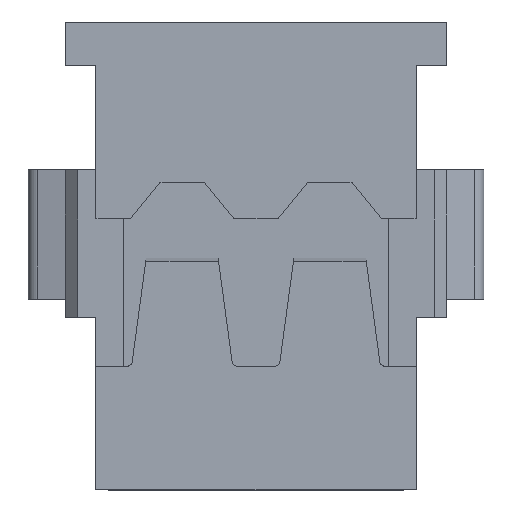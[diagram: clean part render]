
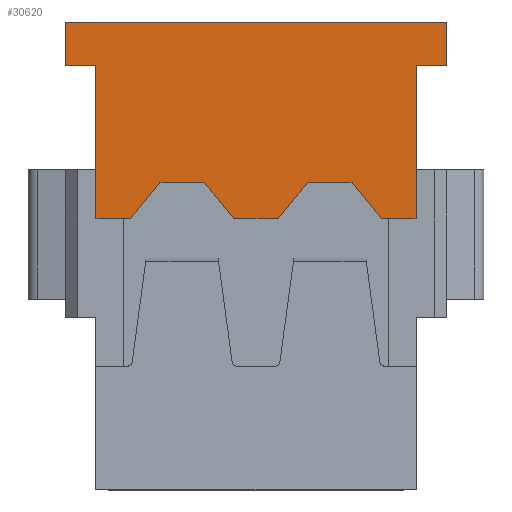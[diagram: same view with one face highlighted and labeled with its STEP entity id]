
A CAD part, top view. The second image highlights one B-rep face of the part: STEP entity #30620.
In plain terms, the highlighted planar face has unit normal (0, 0, 1).
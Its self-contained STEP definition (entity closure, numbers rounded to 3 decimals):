
#280=CARTESIAN_POINT('',(0.,-0.35,0.));
#290=VERTEX_POINT('',#280);
#320=CARTESIAN_POINT('',(0.,-0.35,0.));
#330=DIRECTION('',(1.,0.,0.));
#340=VECTOR('',#330,0.25);
#350=LINE('',#320,#340);
#360=CARTESIAN_POINT('',(0.25,-0.35,0.));
#370=VERTEX_POINT('',#360);
#380=EDGE_CURVE('',#290,#370,#350,.T.);
#1000=CARTESIAN_POINT('',(3.1,0.,0.));
#1010=VERTEX_POINT('',#1000);
#1040=CARTESIAN_POINT('',(7.9,0.,0.));
#1050=DIRECTION('',(-1.,0.,0.));
#1060=VECTOR('',#1050,12.7);
#1070=LINE('',#1040,#1060);
#1080=CARTESIAN_POINT('',(0.,0.,0.));
#1090=VERTEX_POINT('',#1080);
#1100=EDGE_CURVE('',#1010,#1090,#1070,.T.);
#2060=CARTESIAN_POINT('',(0.,0.,0.));
#2070=DIRECTION('',(0.,-1.,0.));
#2080=VECTOR('',#2070,0.35);
#2090=LINE('',#2060,#2080);
#2100=EDGE_CURVE('',#1090,#290,#2090,.T.);
#16850=CARTESIAN_POINT('',(0.77,-1.3,0.));
#16860=VERTEX_POINT('',#16850);
#16940=CARTESIAN_POINT('',(0.53,-1.6,0.));
#16950=VERTEX_POINT('',#16940);
#16980=CARTESIAN_POINT('',(0.53,-1.6,0.));
#16990=DIRECTION('',(0.625,0.781,0.));
#17000=VECTOR('',#16990,0.384);
#17010=LINE('',#16980,#17000);
#17020=EDGE_CURVE('',#16950,#16860,#17010,.T.);
#17160=CARTESIAN_POINT('',(1.13,-1.3,0.));
#17170=VERTEX_POINT('',#17160);
#17200=CARTESIAN_POINT('',(0.09,0.,-0.));
#17210=DIRECTION('',(0.625,-0.781,0.));
#17220=VECTOR('',#17210,1.);
#17230=LINE('',#17200,#17220);
#17240=CARTESIAN_POINT('',(1.37,-1.6,0.));
#17250=VERTEX_POINT('',#17240);
#17260=EDGE_CURVE('',#17170,#17250,#17230,.T.);
#17440=CARTESIAN_POINT('',(0.,-1.6,0.));
#17450=DIRECTION('',(1.,-0.,0.));
#17460=VECTOR('',#17450,1.);
#17470=LINE('',#17440,#17460);
#17480=CARTESIAN_POINT('',(1.73,-1.6,0.));
#17490=VERTEX_POINT('',#17480);
#17500=EDGE_CURVE('',#17250,#17490,#17470,.T.);
#18080=CARTESIAN_POINT('',(0.,-1.3,0.));
#18090=DIRECTION('',(1.,0.,0.));
#18100=VECTOR('',#18090,1.);
#18110=LINE('',#18080,#18100);
#18120=EDGE_CURVE('',#16860,#17170,#18110,.T.);
#18440=CARTESIAN_POINT('',(0.25,-1.6,0.));
#18450=VERTEX_POINT('',#18440);
#18480=CARTESIAN_POINT('',(0.53,-1.6,0.));
#18490=DIRECTION('',(-1.,0.,0.));
#18500=VECTOR('',#18490,0.28);
#18510=LINE('',#18480,#18500);
#18520=EDGE_CURVE('',#16950,#18450,#18510,.T.);
#19780=CARTESIAN_POINT('',(0.25,-1.6,0.));
#19790=DIRECTION('',(0.,1.,0.));
#19800=VECTOR('',#19790,1.25);
#19810=LINE('',#19780,#19800);
#19820=EDGE_CURVE('',#18450,#370,#19810,.T.);
#28470=CARTESIAN_POINT('',(2.85,-0.35,0.));
#28480=VERTEX_POINT('',#28470);
#28530=CARTESIAN_POINT('',(3.1,-0.35,0.));
#28540=DIRECTION('',(-1.,0.,0.));
#28550=VECTOR('',#28540,0.25);
#28560=LINE('',#28530,#28550);
#28570=CARTESIAN_POINT('',(3.1,-0.35,0.));
#28580=VERTEX_POINT('',#28570);
#28590=EDGE_CURVE('',#28580,#28480,#28560,.T.);
#29920=CARTESIAN_POINT('',(2.85,-1.6,0.));
#29930=VERTEX_POINT('',#29920);
#29960=CARTESIAN_POINT('',(2.85,-1.6,0.));
#29970=DIRECTION('',(0.,1.,0.));
#29980=VECTOR('',#29970,1.25);
#29990=LINE('',#29960,#29980);
#30000=EDGE_CURVE('',#29930,#28480,#29990,.T.);
#30080=CARTESIAN_POINT('',(3.1,0.,0.));
#30090=DIRECTION('',(-0.,-0.,-1.));
#30100=DIRECTION('',(0.,-1.,0.));
#30110=AXIS2_PLACEMENT_3D('',#30080,#30090,#30100);
#30120=PLANE('',#30110);
#30130=ORIENTED_EDGE('',*,*,#17500,.T.);
#30140=ORIENTED_EDGE('',*,*,#17260,.T.);
#30150=ORIENTED_EDGE('',*,*,#18120,.T.);
#30160=ORIENTED_EDGE('',*,*,#17020,.T.);
#30170=ORIENTED_EDGE('',*,*,#18520,.F.);
#30180=ORIENTED_EDGE('',*,*,#19820,.F.);
#30190=ORIENTED_EDGE('',*,*,#380,.T.);
#30200=ORIENTED_EDGE('',*,*,#2100,.T.);
#30210=ORIENTED_EDGE('',*,*,#1100,.T.);
#30220=CARTESIAN_POINT('',(3.1,0.,0.));
#30230=DIRECTION('',(0.,-1.,0.));
#30240=VECTOR('',#30230,0.35);
#30250=LINE('',#30220,#30240);
#30260=EDGE_CURVE('',#1010,#28580,#30250,.T.);
#30270=ORIENTED_EDGE('',*,*,#30260,.F.);
#30280=ORIENTED_EDGE('',*,*,#28590,.F.);
#30290=ORIENTED_EDGE('',*,*,#30000,.T.);
#30300=CARTESIAN_POINT('',(2.57,-1.6,0.));
#30310=DIRECTION('',(1.,0.,0.));
#30320=VECTOR('',#30310,0.28);
#30330=LINE('',#30300,#30320);
#30340=CARTESIAN_POINT('',(2.57,-1.6,0.));
#30350=VERTEX_POINT('',#30340);
#30360=EDGE_CURVE('',#30350,#29930,#30330,.T.);
#30370=ORIENTED_EDGE('',*,*,#30360,.T.);
#30380=CARTESIAN_POINT('',(2.57,-1.6,0.));
#30390=DIRECTION('',(-0.625,0.781,0.));
#30400=VECTOR('',#30390,0.384);
#30410=LINE('',#30380,#30400);
#30420=CARTESIAN_POINT('',(2.33,-1.3,0.));
#30430=VERTEX_POINT('',#30420);
#30440=EDGE_CURVE('',#30350,#30430,#30410,.T.);
#30450=ORIENTED_EDGE('',*,*,#30440,.F.);
#30460=CARTESIAN_POINT('',(2.33,-1.3,0.));
#30470=DIRECTION('',(-1.,0.,0.));
#30480=VECTOR('',#30470,0.36);
#30490=LINE('',#30460,#30480);
#30500=CARTESIAN_POINT('',(1.97,-1.3,0.));
#30510=VERTEX_POINT('',#30500);
#30520=EDGE_CURVE('',#30430,#30510,#30490,.T.);
#30530=ORIENTED_EDGE('',*,*,#30520,.F.);
#30540=CARTESIAN_POINT('',(1.97,-1.3,0.));
#30550=DIRECTION('',(-0.625,-0.781,0.));
#30560=VECTOR('',#30550,0.384);
#30570=LINE('',#30540,#30560);
#30580=EDGE_CURVE('',#30510,#17490,#30570,.T.);
#30590=ORIENTED_EDGE('',*,*,#30580,.F.);
#30600=EDGE_LOOP('',(#30590,#30530,#30450,#30370,#30290,#30280,#30270,
#30210,#30200,#30190,#30180,#30170,#30160,#30150,#30140,#30130));
#30610=FACE_OUTER_BOUND('',#30600,.T.);
#30620=ADVANCED_FACE('',(#30610),#30120,.F.);
